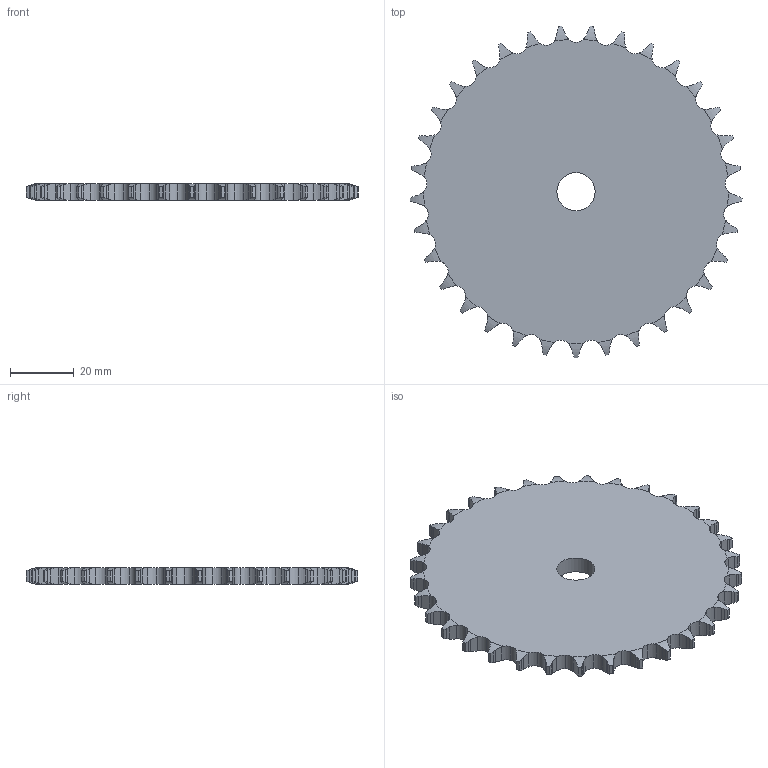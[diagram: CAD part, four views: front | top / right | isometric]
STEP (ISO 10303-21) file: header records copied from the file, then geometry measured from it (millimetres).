
FILE_DESCRIPTION(('FreeCAD Model'),'2;1');
FILE_NAME('Open CASCADE Shape Model','2022-02-06T09:36:22',('FreeCAD'),( 'FreeCAD'),'Open CASCADE STEP processor 7.4','FreeCAD','Unknown');
FILE_SCHEMA(('AUTOMOTIVE_DESIGN { 1 0 10303 214 1 1 1 1 }'));
Length unit declared in the file: millimetre
Products named in the file (1): Open CASCADE STEP translator 7.4 26
Bounding box: 104.22 x 104.11 x 5.3 mm (x, y, z)
Volume: 38753.7 mm3; surface area: 17343.9 mm2
Topology: 1 solids, 1 shells, 368 faces, 1098 edges, 732 vertices
Faces by surface type: cylinder 232, plane 68, torus 68
Full cylindrical faces by diameter (mm): 12 x1
Entity records: 33020 total; most frequent: CARTESIAN_POINT 14541, DIRECTION 2510, ORIENTED_EDGE 2196, PCURVE 2196, DEFINITIONAL_REPRESENTATION 2196, B_SPLINE_CURVE_WITH_KNOTS 1590, LINE 1232, VECTOR 1232
